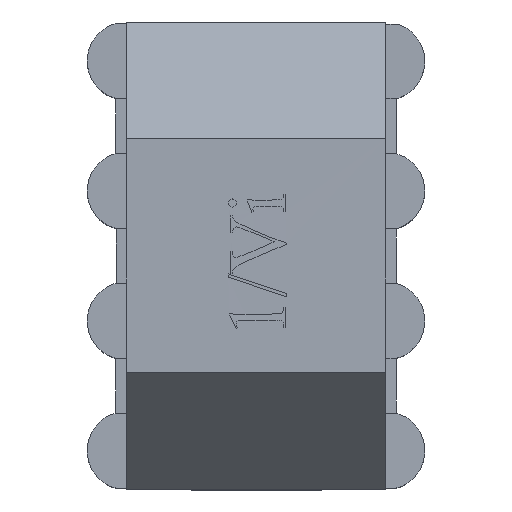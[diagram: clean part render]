
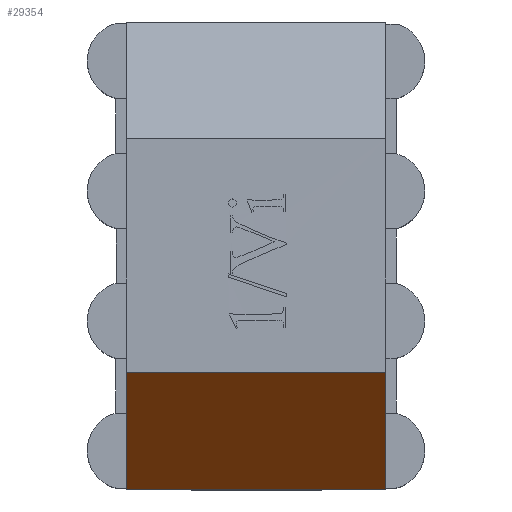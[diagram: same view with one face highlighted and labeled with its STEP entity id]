
A CAD part, top view. The second image highlights one B-rep face of the part: STEP entity #29354.
In plain terms, the highlighted planar face has unit normal (0, -0.743, 0.669).
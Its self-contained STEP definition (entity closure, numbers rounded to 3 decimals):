
#7475 = PLANE('',#7476);
#7476 = AXIS2_PLACEMENT_3D('',#7477,#7478,#7479);
#7477 = CARTESIAN_POINT('',(11.5,10.051,7.5));
#7478 = DIRECTION('',(1.,0.,0.));
#7479 = DIRECTION('',(0.,0.,1.));
#7827 = VERTEX_POINT('',#7828);
#7828 = CARTESIAN_POINT('',(11.5,4.5,20.));
#7842 = PLANE('',#7843);
#7843 = AXIS2_PLACEMENT_3D('',#7844,#7845,#7846);
#7844 = CARTESIAN_POINT('',(1.5,13.5,20.));
#7845 = DIRECTION('',(0.,0.,1.));
#7846 = DIRECTION('',(1.,0.,0.));
#7854 = EDGE_CURVE('',#7827,#7855,#7857,.T.);
#7855 = VERTEX_POINT('',#7856);
#7856 = CARTESIAN_POINT('',(11.5,0.,15.));
#7857 = SURFACE_CURVE('',#7858,(#7862,#7869),.PCURVE_S1.);
#7858 = LINE('',#7859,#7860);
#7859 = CARTESIAN_POINT('',(11.5,4.5,20.));
#7860 = VECTOR('',#7861,1.);
#7861 = DIRECTION('',(0.,-0.669,-0.743));
#7862 = PCURVE('',#7475,#7863);
#7863 = DEFINITIONAL_REPRESENTATION('',(#7864),#7868);
#7864 = LINE('',#7865,#7866);
#7865 = CARTESIAN_POINT('',(12.5,5.551));
#7866 = VECTOR('',#7867,1.);
#7867 = DIRECTION('',(-0.743,0.669));
#7868 = ( GEOMETRIC_REPRESENTATION_CONTEXT(2) 
PARAMETRIC_REPRESENTATION_CONTEXT() REPRESENTATION_CONTEXT('2D SPACE',''
  ) );
#7869 = PCURVE('',#7870,#7875);
#7870 = PLANE('',#7871);
#7871 = AXIS2_PLACEMENT_3D('',#7872,#7873,#7874);
#7872 = CARTESIAN_POINT('',(1.5,4.5,20.));
#7873 = DIRECTION('',(0.,-0.743,0.669
    ));
#7874 = DIRECTION('',(0.,-0.669,-0.743));
#7875 = DEFINITIONAL_REPRESENTATION('',(#7876),#7880);
#7876 = LINE('',#7877,#7878);
#7877 = CARTESIAN_POINT('',(0.,10.));
#7878 = VECTOR('',#7879,1.);
#7879 = DIRECTION('',(1.,0.));
#7880 = ( GEOMETRIC_REPRESENTATION_CONTEXT(2) 
PARAMETRIC_REPRESENTATION_CONTEXT() REPRESENTATION_CONTEXT('2D SPACE',''
  ) );
#7898 = PLANE('',#7899);
#7899 = AXIS2_PLACEMENT_3D('',#7900,#7901,#7902);
#7900 = CARTESIAN_POINT('',(1.5,0.,15.));
#7901 = DIRECTION('',(0.,-1.,0.));
#7902 = DIRECTION('',(0.,0.,-1.));
#16263 = PLANE('',#16264);
#16264 = AXIS2_PLACEMENT_3D('',#16265,#16266,#16267);
#16265 = CARTESIAN_POINT('',(1.5,0.,15.));
#16266 = DIRECTION('',(-1.,0.,0.));
#16267 = DIRECTION('',(0.,0.,-1.));
#25267 = EDGE_CURVE('',#25268,#25270,#25272,.T.);
#25268 = VERTEX_POINT('',#25269);
#25269 = CARTESIAN_POINT('',(1.5,0.,15.));
#25270 = VERTEX_POINT('',#25271);
#25271 = CARTESIAN_POINT('',(1.5,4.5,20.));
#25272 = SURFACE_CURVE('',#25273,(#25277,#25284),.PCURVE_S1.);
#25273 = LINE('',#25274,#25275);
#25274 = CARTESIAN_POINT('',(1.5,0.,15.));
#25275 = VECTOR('',#25276,1.);
#25276 = DIRECTION('',(0.,0.669,0.743));
#25277 = PCURVE('',#16263,#25278);
#25278 = DEFINITIONAL_REPRESENTATION('',(#25279),#25283);
#25279 = LINE('',#25280,#25281);
#25280 = CARTESIAN_POINT('',(0.,0.));
#25281 = VECTOR('',#25282,1.);
#25282 = DIRECTION('',(-0.743,-0.669));
#25283 = ( GEOMETRIC_REPRESENTATION_CONTEXT(2) 
PARAMETRIC_REPRESENTATION_CONTEXT() REPRESENTATION_CONTEXT('2D SPACE',''
  ) );
#25284 = PCURVE('',#7870,#25285);
#25285 = DEFINITIONAL_REPRESENTATION('',(#25286),#25290);
#25286 = LINE('',#25287,#25288);
#25287 = CARTESIAN_POINT('',(6.727,0.));
#25288 = VECTOR('',#25289,1.);
#25289 = DIRECTION('',(-1.,0.));
#25290 = ( GEOMETRIC_REPRESENTATION_CONTEXT(2) 
PARAMETRIC_REPRESENTATION_CONTEXT() REPRESENTATION_CONTEXT('2D SPACE',''
  ) );
#26463 = EDGE_CURVE('',#7827,#25270,#26464,.T.);
#26464 = SURFACE_CURVE('',#26465,(#26469,#26476),.PCURVE_S1.);
#26465 = LINE('',#26466,#26467);
#26466 = CARTESIAN_POINT('',(11.5,4.5,20.));
#26467 = VECTOR('',#26468,1.);
#26468 = DIRECTION('',(-1.,0.,0.));
#26469 = PCURVE('',#7842,#26470);
#26470 = DEFINITIONAL_REPRESENTATION('',(#26471),#26475);
#26471 = LINE('',#26472,#26473);
#26472 = CARTESIAN_POINT('',(10.,-9.));
#26473 = VECTOR('',#26474,1.);
#26474 = DIRECTION('',(-1.,0.));
#26475 = ( GEOMETRIC_REPRESENTATION_CONTEXT(2) 
PARAMETRIC_REPRESENTATION_CONTEXT() REPRESENTATION_CONTEXT('2D SPACE',''
  ) );
#26476 = PCURVE('',#7870,#26477);
#26477 = DEFINITIONAL_REPRESENTATION('',(#26478),#26482);
#26478 = LINE('',#26479,#26480);
#26479 = CARTESIAN_POINT('',(0.,10.));
#26480 = VECTOR('',#26481,1.);
#26481 = DIRECTION('',(0.,-1.));
#26482 = ( GEOMETRIC_REPRESENTATION_CONTEXT(2) 
PARAMETRIC_REPRESENTATION_CONTEXT() REPRESENTATION_CONTEXT('2D SPACE',''
  ) );
#29354 = ADVANCED_FACE('',(#29355),#7870,.T.);
#29355 = FACE_BOUND('',#29356,.T.);
#29356 = EDGE_LOOP('',(#29357,#29358,#29379,#29380));
#29357 = ORIENTED_EDGE('',*,*,#25267,.F.);
#29358 = ORIENTED_EDGE('',*,*,#29359,.T.);
#29359 = EDGE_CURVE('',#25268,#7855,#29360,.T.);
#29360 = SURFACE_CURVE('',#29361,(#29365,#29372),.PCURVE_S1.);
#29361 = LINE('',#29362,#29363);
#29362 = CARTESIAN_POINT('',(1.5,0.,15.));
#29363 = VECTOR('',#29364,1.);
#29364 = DIRECTION('',(1.,0.,0.));
#29365 = PCURVE('',#7870,#29366);
#29366 = DEFINITIONAL_REPRESENTATION('',(#29367),#29371);
#29367 = LINE('',#29368,#29369);
#29368 = CARTESIAN_POINT('',(6.727,0.));
#29369 = VECTOR('',#29370,1.);
#29370 = DIRECTION('',(0.,1.));
#29371 = ( GEOMETRIC_REPRESENTATION_CONTEXT(2) 
PARAMETRIC_REPRESENTATION_CONTEXT() REPRESENTATION_CONTEXT('2D SPACE',''
  ) );
#29372 = PCURVE('',#7898,#29373);
#29373 = DEFINITIONAL_REPRESENTATION('',(#29374),#29378);
#29374 = LINE('',#29375,#29376);
#29375 = CARTESIAN_POINT('',(0.,0.));
#29376 = VECTOR('',#29377,1.);
#29377 = DIRECTION('',(0.,1.));
#29378 = ( GEOMETRIC_REPRESENTATION_CONTEXT(2) 
PARAMETRIC_REPRESENTATION_CONTEXT() REPRESENTATION_CONTEXT('2D SPACE',''
  ) );
#29379 = ORIENTED_EDGE('',*,*,#7854,.F.);
#29380 = ORIENTED_EDGE('',*,*,#26463,.T.);
